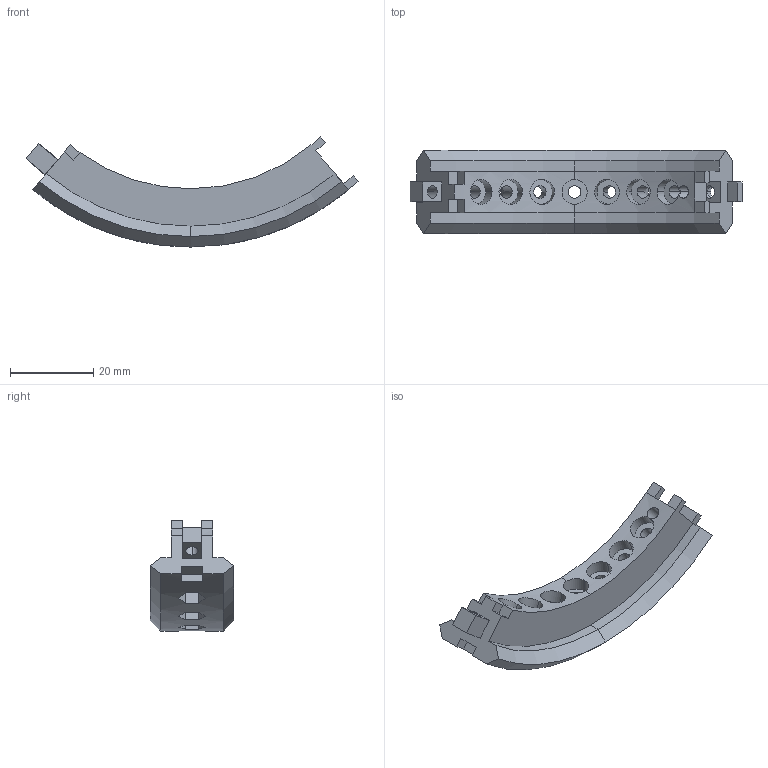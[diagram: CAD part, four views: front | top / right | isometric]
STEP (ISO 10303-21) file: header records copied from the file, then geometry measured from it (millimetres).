
FILE_DESCRIPTION (( 'STEP AP214' ), '1' );
FILE_NAME ('賑遠R45.ST', '2024-11-26T10:42:42', ( '' ), ( '' ), 'SwSTEP 2.0', 'SolidWorks 2024', '' );
FILE_SCHEMA (( 'AUTOMOTIVE_DESIGN' ));
Length unit declared in the file: millimetre
Products named in the file (1): 滑环R45
Bounding box: 79.79 x 20 x 26.46 mm (x, y, z)
Volume: 11077.3 mm3; surface area: 6792.3 mm2
Topology: 1 solids, 1 shells, 144 faces, 381 edges, 251 vertices
Faces by surface type: plane 94, cylinder 44, cone 6
Entity records: 5018 total; most frequent: CARTESIAN_POINT 1425, ORIENTED_EDGE 762, DIRECTION 699, EDGE_CURVE 381, VECTOR 253, LINE 253, VERTEX_POINT 251, AXIS2_PLACEMENT_3D 223
